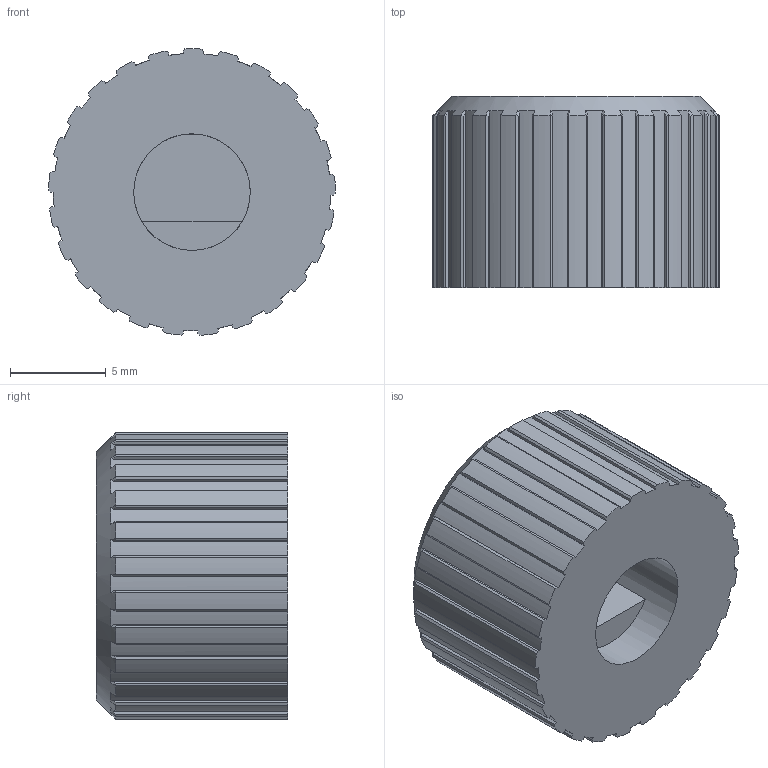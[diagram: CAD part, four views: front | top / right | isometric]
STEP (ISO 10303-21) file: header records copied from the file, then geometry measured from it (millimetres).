
FILE_DESCRIPTION(/* description */ (''),/* implementation_level */ '2;1');
FILE_NAME(/* name */ 'Knob_Shortened.stp',/* time_stamp */ '2022-04-18T19:28:20-05:00',/* author */ ('keith'),/* organization */ (''),/* preprocessor_version */ 'ST-DEVELOPER v18.1',/* originating_system */ 'Autodesk Inventor 2022',/* authorisation */ '');
FILE_SCHEMA (('AUTOMOTIVE_DESIGN { 1 0 10303 214 3 1 1 }'));
Length unit declared in the file: millimetre
Products named in the file (1): EncoderKnobSmall
Bounding box: 15 x 10 x 14.99 mm (x, y, z)
Volume: 1474.3 mm3; surface area: 1034.3 mm2
Topology: 1 solids, 1 shells, 207 faces, 561 edges, 357 vertices
Faces by surface type: plane 105, cylinder 51, bspline 50, cone 1
Full cylindrical faces by diameter (mm): 6.1 x1
Entity records: 7503 total; most frequent: CARTESIAN_POINT 2726, ORIENTED_EDGE 1122, DIRECTION 782, EDGE_CURVE 561, VERTEX_POINT 357, AXIS2_PLACEMENT_3D 263, LINE 256, VECTOR 256
